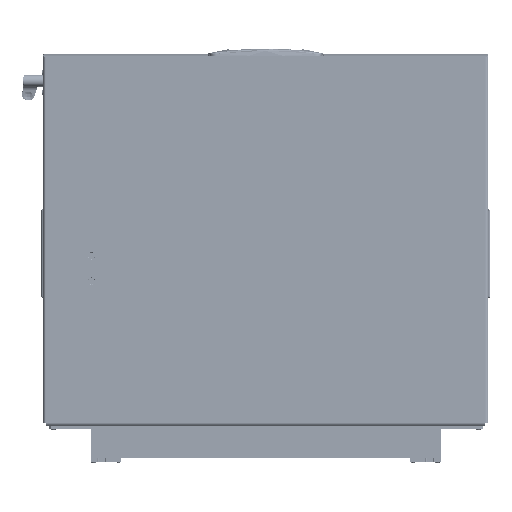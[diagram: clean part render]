
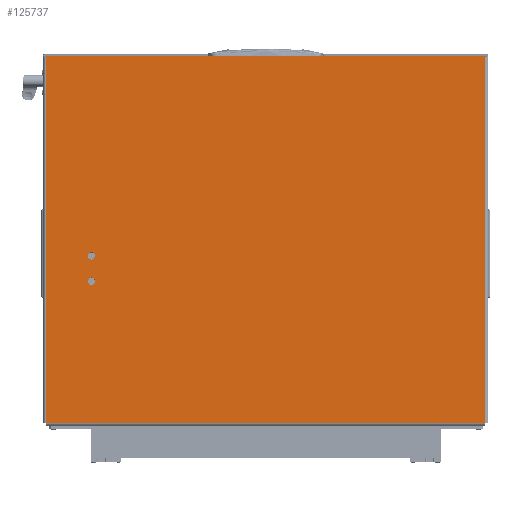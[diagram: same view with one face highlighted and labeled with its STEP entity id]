
A CAD part, front view. The second image highlights one B-rep face of the part: STEP entity #125737.
In plain terms, the highlighted face is planar.
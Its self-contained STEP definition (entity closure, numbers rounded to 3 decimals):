
#135 = EDGE_CURVE ( 'NONE', #110505, #115434, #40627, .T. ) ;
#2619 = VECTOR ( 'NONE', #94440, 1000. ) ;
#4504 = DIRECTION ( 'NONE',  ( 0., -1., 0. ) ) ;
#4925 = CARTESIAN_POINT ( 'NONE',  ( -2., -2., 0. ) ) ;
#5693 = DIRECTION ( 'NONE',  ( -1., 0., 0. ) ) ;
#6979 = LINE ( 'NONE', #25976, #15505 ) ;
#7902 = EDGE_CURVE ( 'NONE', #103574, #8436, #81823, .T. ) ;
#7996 = DIRECTION ( 'NONE',  ( 0., 1., 0. ) ) ;
#8253 = CIRCLE ( 'NONE', #31352, 5.2 ) ;
#8436 = VERTEX_POINT ( 'NONE', #125863 ) ;
#8751 = EDGE_LOOP ( 'NONE', ( #71927, #28752, #55718, #80943, #94148, #10838, #41909, #25109 ) ) ;
#10107 = VECTOR ( 'NONE', #48067, 1000. ) ;
#10838 = ORIENTED_EDGE ( 'NONE', *, *, #135, .F. ) ;
#15089 = CARTESIAN_POINT ( 'NONE',  ( 0., 608., 0. ) ) ;
#15505 = VECTOR ( 'NONE', #4504, 1000. ) ;
#17003 = FACE_BOUND ( 'NONE', #108201, .T. ) ;
#18411 = CARTESIAN_POINT ( 'NONE',  ( -2., -4., 0. ) ) ;
#19000 = EDGE_CURVE ( 'NONE', #87112, #65184, #47407, .T. ) ;
#20493 = CARTESIAN_POINT ( 'NONE',  ( 304.8, 545., 0. ) ) ;
#21416 = CARTESIAN_POINT ( 'NONE',  ( 0., 0., 0. ) ) ;
#22155 = EDGE_CURVE ( 'NONE', #44298, #38478, #76012, .T. ) ;
#25109 = ORIENTED_EDGE ( 'NONE', *, *, #88961, .F. ) ;
#25246 = AXIS2_PLACEMENT_3D ( 'NONE', #60622, #50066, #5693 ) ;
#25976 = CARTESIAN_POINT ( 'NONE',  ( 506., 608., 0. ) ) ;
#26979 = EDGE_LOOP ( 'NONE', ( #116105, #132983 ) ) ;
#28673 = EDGE_CURVE ( 'NONE', #65184, #87112, #92599, .T. ) ;
#28752 = ORIENTED_EDGE ( 'NONE', *, *, #22155, .T. ) ;
#30352 = VECTOR ( 'NONE', #53510, 1000. ) ;
#31352 = AXIS2_PLACEMENT_3D ( 'NONE', #102926, #137367, #38009 ) ;
#31413 = AXIS2_PLACEMENT_3D ( 'NONE', #15089, #37037, #113430 ) ;
#32230 = CARTESIAN_POINT ( 'NONE',  ( 0., -2., 0. ) ) ;
#32243 = CARTESIAN_POINT ( 'NONE',  ( 310., 545., 0. ) ) ;
#36284 = CARTESIAN_POINT ( 'NONE',  ( 315.2, 545., 0. ) ) ;
#37037 = DIRECTION ( 'NONE',  ( 0., 0., -1. ) ) ;
#38009 = DIRECTION ( 'NONE',  ( -1., 0., 0. ) ) ;
#38478 = VERTEX_POINT ( 'NONE', #4925 ) ;
#39454 = CARTESIAN_POINT ( 'NONE',  ( 0., 608., 0. ) ) ;
#40627 = LINE ( 'NONE', #86927, #30352 ) ;
#41909 = ORIENTED_EDGE ( 'NONE', *, *, #86312, .T. ) ;
#43307 = VERTEX_POINT ( 'NONE', #36284 ) ;
#44298 = VERTEX_POINT ( 'NONE', #32230 ) ;
#45943 = VECTOR ( 'NONE', #61753, 1000. ) ;
#47407 = CIRCLE ( 'NONE', #82562, 5.2 ) ;
#47581 = PLANE ( 'NONE',  #31413 ) ;
#47739 = FACE_BOUND ( 'NONE', #26979, .T. ) ;
#47862 = LINE ( 'NONE', #85801, #59796 ) ;
#48067 = DIRECTION ( 'NONE',  ( 0., 1., 0. ) ) ;
#48607 = VERTEX_POINT ( 'NONE', #124071 ) ;
#50066 = DIRECTION ( 'NONE',  ( 0., 0., -1. ) ) ;
#52419 = DIRECTION ( 'NONE',  ( -1., 0., 0. ) ) ;
#52489 = VECTOR ( 'NONE', #82692, 1000. ) ;
#52815 = LINE ( 'NONE', #69138, #10107 ) ;
#53009 = VERTEX_POINT ( 'NONE', #124175 ) ;
#53510 = DIRECTION ( 'NONE',  ( -1., 0., 0. ) ) ;
#55718 = ORIENTED_EDGE ( 'NONE', *, *, #90122, .T. ) ;
#59796 = VECTOR ( 'NONE', #7996, 1000. ) ;
#60622 = CARTESIAN_POINT ( 'NONE',  ( 275., 545., 0. ) ) ;
#61753 = DIRECTION ( 'NONE',  ( 1., 0., 0. ) ) ;
#62681 = CIRCLE ( 'NONE', #119942, 5.2 ) ;
#63547 = ORIENTED_EDGE ( 'NONE', *, *, #89936, .F. ) ;
#65184 = VERTEX_POINT ( 'NONE', #82262 ) ;
#66544 = CARTESIAN_POINT ( 'NONE',  ( 280.2, 545., 0. ) ) ;
#69138 = CARTESIAN_POINT ( 'NONE',  ( 0., -4., 0. ) ) ;
#71927 = ORIENTED_EDGE ( 'NONE', *, *, #118883, .F. ) ;
#76012 = LINE ( 'NONE', #117370, #2619 ) ;
#80943 = ORIENTED_EDGE ( 'NONE', *, *, #7902, .T. ) ;
#81823 = LINE ( 'NONE', #116168, #45943 ) ;
#82262 = CARTESIAN_POINT ( 'NONE',  ( 269.8, 545., 0. ) ) ;
#82562 = AXIS2_PLACEMENT_3D ( 'NONE', #106394, #127487, #52419 ) ;
#82692 = DIRECTION ( 'NONE',  ( 1., 0., 0. ) ) ;
#85127 = VECTOR ( 'NONE', #116772, 1000. ) ;
#85801 = CARTESIAN_POINT ( 'NONE',  ( 0., -4., 0. ) ) ;
#86312 = EDGE_CURVE ( 'NONE', #110505, #48607, #6979, .T. ) ;
#86927 = CARTESIAN_POINT ( 'NONE',  ( 0., 608., 0. ) ) ;
#87112 = VERTEX_POINT ( 'NONE', #66544 ) ;
#88961 = EDGE_CURVE ( 'NONE', #53009, #48607, #91864, .T. ) ;
#89936 = EDGE_CURVE ( 'NONE', #43307, #113235, #8253, .T. ) ;
#90014 = CARTESIAN_POINT ( 'NONE',  ( -2., 610., 0. ) ) ;
#90122 = EDGE_CURVE ( 'NONE', #38478, #103574, #98816, .T. ) ;
#91864 = LINE ( 'NONE', #21416, #52489 ) ;
#92599 = CIRCLE ( 'NONE', #25246, 5.2 ) ;
#94148 = ORIENTED_EDGE ( 'NONE', *, *, #95887, .F. ) ;
#94440 = DIRECTION ( 'NONE',  ( -1., 0., 0. ) ) ;
#95887 = EDGE_CURVE ( 'NONE', #115434, #8436, #47862, .T. ) ;
#98162 = DIRECTION ( 'NONE',  ( -1., 0., 0. ) ) ;
#98816 = LINE ( 'NONE', #18411, #85127 ) ;
#102926 = CARTESIAN_POINT ( 'NONE',  ( 310., 545., 0. ) ) ;
#103574 = VERTEX_POINT ( 'NONE', #90014 ) ;
#106394 = CARTESIAN_POINT ( 'NONE',  ( 275., 545., 0. ) ) ;
#108201 = EDGE_LOOP ( 'NONE', ( #120852, #63547 ) ) ;
#110505 = VERTEX_POINT ( 'NONE', #141106 ) ;
#113235 = VERTEX_POINT ( 'NONE', #20493 ) ;
#113430 = DIRECTION ( 'NONE',  ( -1., 0., 0. ) ) ;
#115434 = VERTEX_POINT ( 'NONE', #39454 ) ;
#116105 = ORIENTED_EDGE ( 'NONE', *, *, #28673, .F. ) ;
#116168 = CARTESIAN_POINT ( 'NONE',  ( 0., 610., 0. ) ) ;
#116772 = DIRECTION ( 'NONE',  ( 0., 1., 0. ) ) ;
#117370 = CARTESIAN_POINT ( 'NONE',  ( 0., -2., 0. ) ) ;
#118883 = EDGE_CURVE ( 'NONE', #44298, #53009, #52815, .T. ) ;
#119942 = AXIS2_PLACEMENT_3D ( 'NONE', #32243, #130733, #98162 ) ;
#120852 = ORIENTED_EDGE ( 'NONE', *, *, #138924, .F. ) ;
#124071 = CARTESIAN_POINT ( 'NONE',  ( 506., 0., 0. ) ) ;
#124175 = CARTESIAN_POINT ( 'NONE',  ( 0., 0., 0. ) ) ;
#125737 = ADVANCED_FACE ( 'NONE', ( #47739, #17003, #138307 ), #47581, .T. ) ;
#125863 = CARTESIAN_POINT ( 'NONE',  ( 0., 610., 0. ) ) ;
#127487 = DIRECTION ( 'NONE',  ( 0., 0., -1. ) ) ;
#130733 = DIRECTION ( 'NONE',  ( 0., 0., -1. ) ) ;
#132983 = ORIENTED_EDGE ( 'NONE', *, *, #19000, .F. ) ;
#137367 = DIRECTION ( 'NONE',  ( 0., 0., -1. ) ) ;
#138307 = FACE_OUTER_BOUND ( 'NONE', #8751, .T. ) ;
#138924 = EDGE_CURVE ( 'NONE', #113235, #43307, #62681, .T. ) ;
#141106 = CARTESIAN_POINT ( 'NONE',  ( 506., 608., 0. ) ) ;
